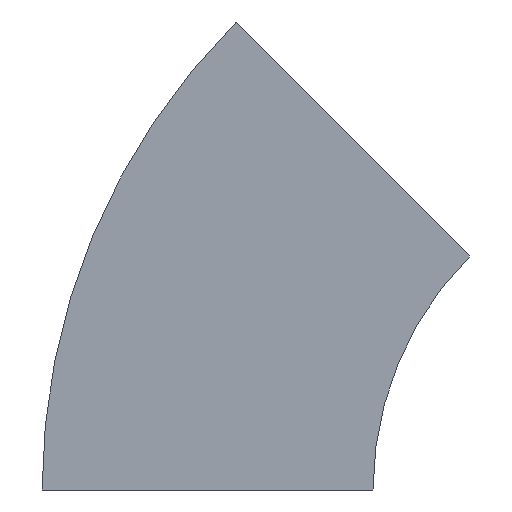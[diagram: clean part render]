
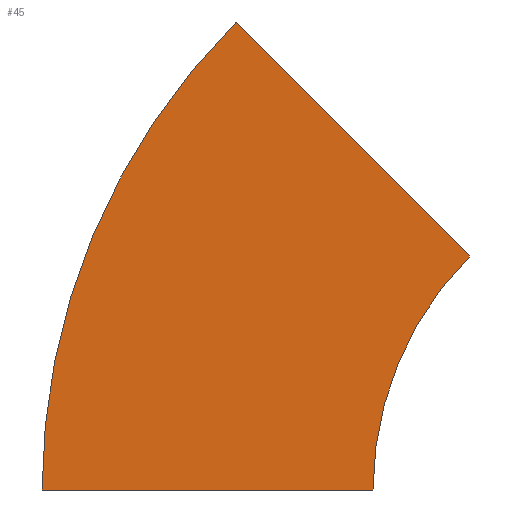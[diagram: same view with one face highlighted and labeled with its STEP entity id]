
A CAD part, left-side view. The second image highlights one B-rep face of the part: STEP entity #45.
In plain terms, the highlighted planar face has unit normal (-1, 0, 0).
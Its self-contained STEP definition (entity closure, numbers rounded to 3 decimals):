
#45=ADVANCED_FACE('',(#85),#86,.F.);
#85=FACE_OUTER_BOUND('',#117,.T.);
#86=PLANE('',#118);
#117=EDGE_LOOP('',(#173,#174,#175,#176,#177,#178));
#118=AXIS2_PLACEMENT_3D('',#179,#180,#181);
#173=ORIENTED_EDGE('',*,*,#204,.F.);
#174=ORIENTED_EDGE('',*,*,#195,.F.);
#175=ORIENTED_EDGE('',*,*,#216,.F.);
#176=ORIENTED_EDGE('',*,*,#211,.F.);
#177=ORIENTED_EDGE('',*,*,#207,.F.);
#178=ORIENTED_EDGE('',*,*,#202,.F.);
#179=CARTESIAN_POINT('',(0.0,0.282,0.117));
#180=DIRECTION('',(1.0,0.0,0.0));
#181=DIRECTION('',(0.0,1.0,-0.0));
#195=EDGE_CURVE('',#221,#224,#225,.T.);
#202=EDGE_CURVE('',#235,#231,#237,.T.);
#204=EDGE_CURVE('',#224,#235,#239,.T.);
#207=EDGE_CURVE('',#231,#242,#243,.T.);
#211=EDGE_CURVE('',#242,#248,#249,.T.);
#216=EDGE_CURVE('',#248,#221,#255,.T.);
#221=VERTEX_POINT('',#260);
#224=VERTEX_POINT('',#264);
#225=CIRCLE('',#265,30.);
#231=VERTEX_POINT('',#272);
#235=VERTEX_POINT('',#277);
#237=CIRCLE('',#280,60.);
#239=LINE('',#282,#283);
#242=VERTEX_POINT('',#287);
#243=CIRCLE('',#288,60.);
#248=VERTEX_POINT('',#294);
#249=LINE('',#295,#296);
#255=CIRCLE('',#304,30.);
#260=CARTESIAN_POINT('',(0.,-13.858,-5.74));
#264=CARTESIAN_POINT('',(0.0,-11.575,-17.221));
#265=AXIS2_PLACEMENT_3D('',#309,#310,#311);
#272=CARTESIAN_POINT('',(0.,13.858,5.74));
#277=CARTESIAN_POINT('',(0.0,18.425,-17.221));
#280=AXIS2_PLACEMENT_3D('',#321,#322,#323);
#282=CARTESIAN_POINT('',(0.,-11.575,-17.221));
#283=VECTOR('',#324,30.0);
#287=CARTESIAN_POINT('',(0.0,0.852,25.206));
#288=AXIS2_PLACEMENT_3D('',#326,#327,#328);
#294=CARTESIAN_POINT('',(0.0,-20.361,3.992));
#295=CARTESIAN_POINT('',(0.,0.852,25.206));
#296=VECTOR('',#333,30.);
#304=AXIS2_PLACEMENT_3D('',#339,#340,#341);
#309=CARTESIAN_POINT('',(0.,-41.575,-17.221));
#310=DIRECTION('',(-1.0,0.0,0.0));
#311=DIRECTION('',(0.0,0.924,0.383));
#321=CARTESIAN_POINT('',(0.,-41.575,-17.221));
#322=DIRECTION('',(1.0,0.0,-0.0));
#323=DIRECTION('',(0.0,0.924,0.383));
#324=DIRECTION('',(0.0,1.0,0.));
#326=CARTESIAN_POINT('',(0.,-41.575,-17.221));
#327=DIRECTION('',(1.0,0.0,-0.0));
#328=DIRECTION('',(0.0,0.924,0.383));
#333=DIRECTION('',(0.0,-0.707,-0.707));
#339=CARTESIAN_POINT('',(0.,-41.575,-17.221));
#340=DIRECTION('',(-1.0,0.0,0.0));
#341=DIRECTION('',(0.0,0.924,0.383));
